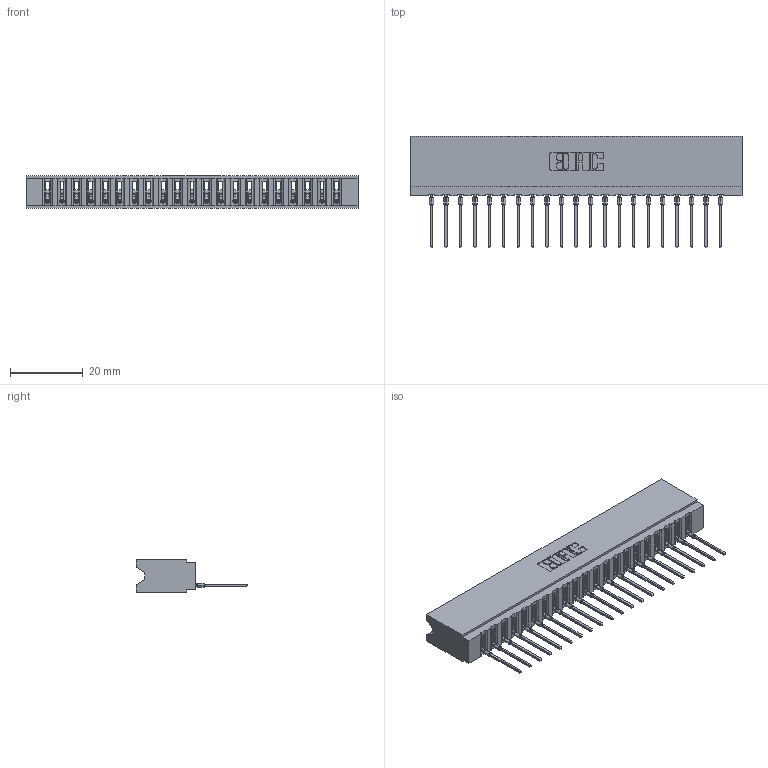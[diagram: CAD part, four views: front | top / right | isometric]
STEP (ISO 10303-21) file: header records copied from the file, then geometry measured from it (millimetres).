
FILE_DESCRIPTION (( 'STEP AP203' ), '1' );
FILE_NAME ('737-021-540-106.STEP', '2026-02-24T21:51:26', ( '' ), ( '' ), 'SwSTEP 2.0', 'SolidWorks 2023', '' );
FILE_SCHEMA (( 'CONFIG_CONTROL_DESIGN' ));
Length unit declared in the file: millimetre
Products named in the file (3): 745-292-001_540; 737 Part_Insulator Option - 06; 737-021-540-106
Assembly tree (22 placements, depth 2):
  737-021-540-106
    737 Part_Insulator Option - 06
    745-292-001_540  x21
Bounding box: 91.08 x 30.62 x 8.89 mm (x, y, z)
Volume: 8911.1 mm3; surface area: 12156 mm2
Topology: 22 solids, 22 shells, 2468 faces, 6788 edges, 4286 vertices
Faces by surface type: plane 1483, cylinder 439, bspline 420, torus 126
Entity records: 38229 total; most frequent: CARTESIAN_POINT 7241, ORIENTED_EDGE 6656, DIRECTION 5786, EDGE_CURVE 3328, VECTOR 3020, LINE 3020, VERTEX_POINT 2126, AXIS2_PLACEMENT_3D 1383
